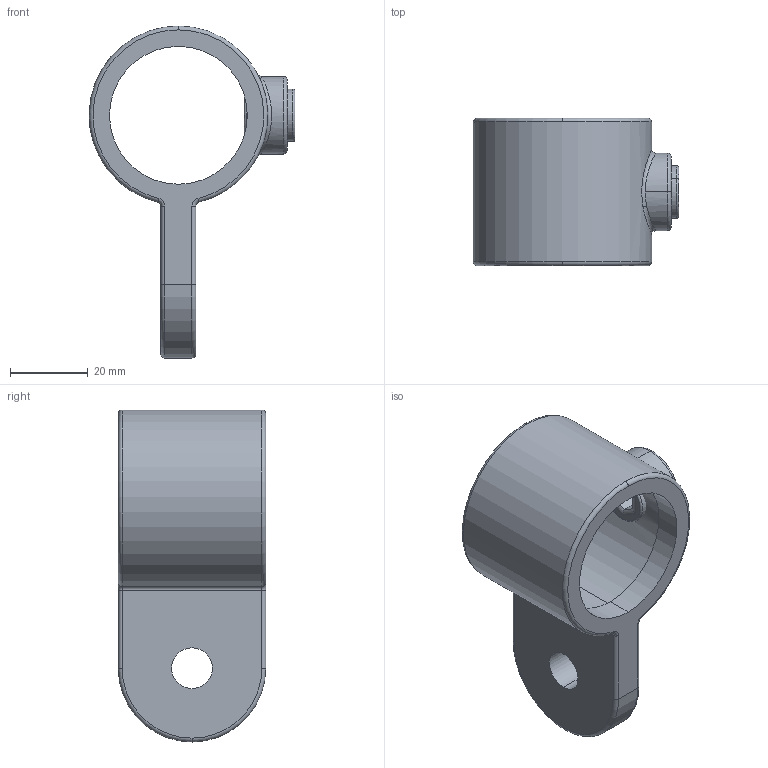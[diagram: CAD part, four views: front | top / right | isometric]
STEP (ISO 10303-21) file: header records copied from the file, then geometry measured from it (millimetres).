
FILE_DESCRIPTION (( 'STEP AP203' ), '1' );
FILE_NAME ('173M-B34.step', '2019-07-04T11:48:37', ( '' ), ( '' ), 'SwSTEP 2.0', 'SolidWorks 2015', '' );
FILE_SCHEMA (( 'CONFIG_CONTROL_DESIGN' ));
Length unit declared in the file: millimetre
Products named in the file (3): 173M-B34; 173M-B34 Teil 1_173M-B34 Teil 1; 173M-B34 Teil 2
Assembly tree (2 placements, depth 2):
  173M-B34
    173M-B34 Teil 1_173M-B34 Teil 1
    173M-B34 Teil 2
Bounding box: 52.99 x 38 x 85.5 mm (x, y, z)
Volume: 36057.3 mm3; surface area: 16154.9 mm2
Topology: 2 solids, 2 shells, 288 faces, 745 edges, 486 vertices
Faces by surface type: plane 126, bspline 87, cylinder 57, torus 18
Entity records: 12901 total; most frequent: CARTESIAN_POINT 6116, ORIENTED_EDGE 1490, DIRECTION 1117, EDGE_CURVE 745, VERTEX_POINT 486, AXIS2_PLACEMENT_3D 386, VECTOR 345, LINE 345
